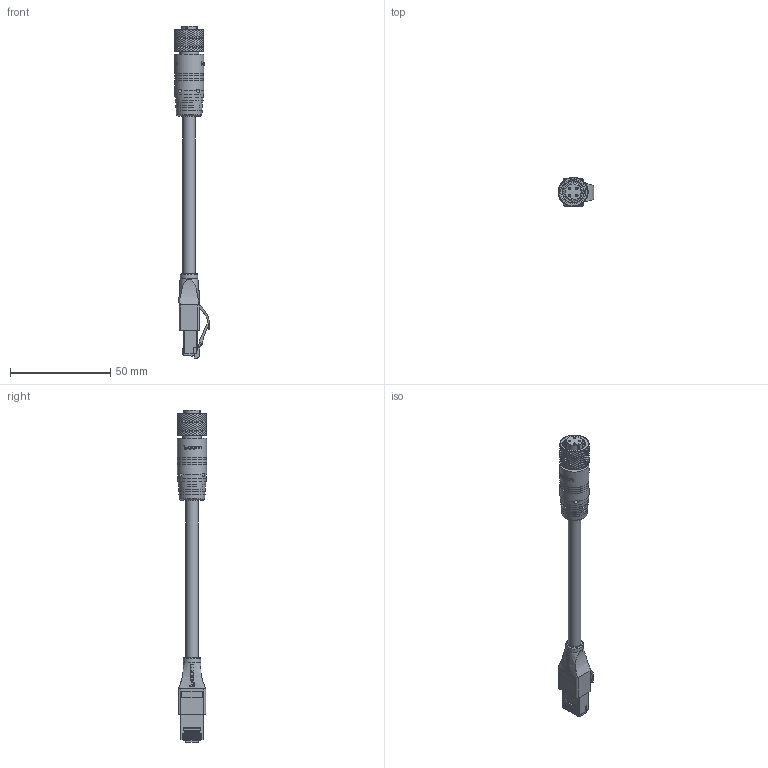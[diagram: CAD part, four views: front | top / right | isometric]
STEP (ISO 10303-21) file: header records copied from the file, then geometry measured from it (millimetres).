
FILE_DESCRIPTION (( 'STEP AP214' ), '1' );
FILE_NAME ('TRG506-T4T.STEP', '2018-04-06T19:42:02', ( '' ), ( '' ), 'SwSTEP 2.0', 'SolidWorks 2017', '' );
FILE_SCHEMA (( 'AUTOMOTIVE_DESIGN' ));
Length unit declared in the file: millimetre
Products named in the file (17): 1AD03-056-MA2___; 1AD03-056-MA1___; 1AJ09-135; 1AA13-158; 1AA13-158-MA6; 1AA13-158-MA1; 1AA13-158-MA5; 1AA13-158-MA4; 1AA13-158-MA3; 1AA13-158-MA2; MTN-950_CODE D; TRG506-T4T; 1AL03-130_LENGTH=130MM; 1AY01-242_entry size not shown; 1AD03-056___; 1AD03-056-MA3_CANCLED CLAW 
Assembly tree (26 placements, depth 4):
  TRG506-T4T
    MTN-950_CODE D
    1AA13-158
      1AA13-158-MA1
        1AA13-158-MA1
        1AA13-158-MA2
        1AA13-158-MA3  x4
        1AA13-158-MA4
        1AA13-158-MA5
      1AA13-158-MA6
    1AJ09-135
    1AD03-056___
      1AD03-056-MA1___  x8
      1AD03-056-MA2___
      1AD03-056-MA3_CANCLED CLAW 
    1AY01-242_entry size not shown
    1AL03-130_LENGTH=130MM
Bounding box: 17.72 x 14.5 x 165.41 mm (x, y, z)
Volume: 12874.9 mm3; surface area: 14589 mm2
Topology: 27 solids, 27 shells, 3577 faces, 7950 edges, 4464 vertices
Faces by surface type: bspline 2117, cylinder 715, plane 711, cone 26, torus 6, sphere 2
Full cylindrical faces by diameter (mm): 0.55 x4, 0.8 x8, 1.1 x8, 1.2 x8, 1.5 x8, 6.2 x1, 6.502 x1, 7.65 x1, 8.05 x1, 8.6 x3, 8.738 x1, 8.9 x3, 9.3 x1, 9.4 x3, 9.5 x1, 9.8 x1, 9.9 x1, 10.35 x1, 10.65 x2, 11.3 x1, 11.6 x2, 14.1 x2, 14.5 x3
Entity records: 165361 total; most frequent: CARTESIAN_POINT 116946, ORIENTED_EDGE 14300, EDGE_CURVE 7150, DIRECTION 4560, VERTEX_POINT 3976, EDGE_LOOP 3490, FACE_OUTER_BOUND 3382, ADVANCED_FACE 3326
